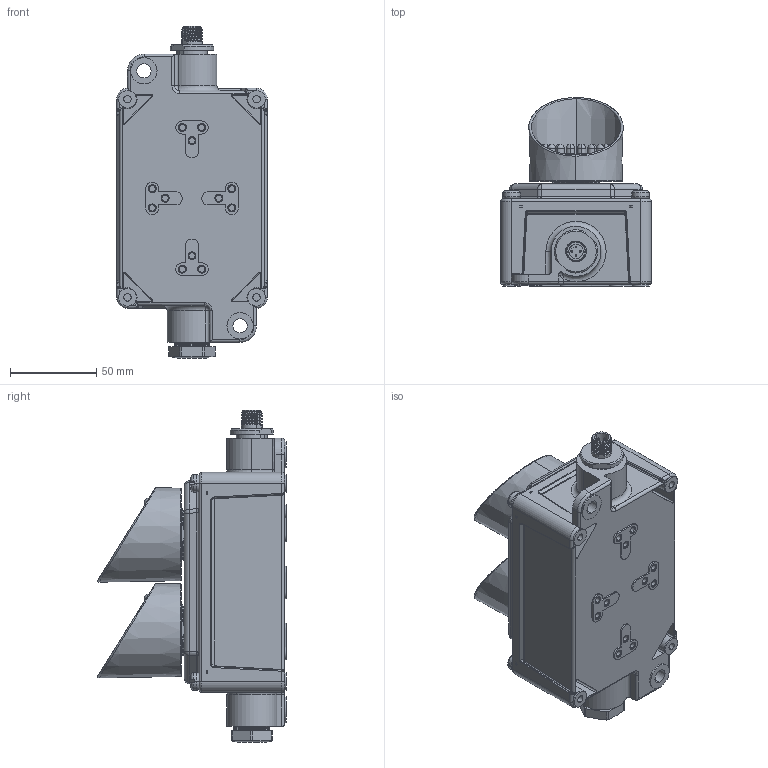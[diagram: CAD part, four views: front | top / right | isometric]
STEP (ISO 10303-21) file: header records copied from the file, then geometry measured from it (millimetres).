
FILE_DESCRIPTION((''),'2;1');
FILE_NAME('148790_SW','2010-04-26T',('banengservice'),('BANNER ENGINEERING'),'PRO/ENGINEER BY PARAMETRIC TECHNOLOGY CORPORATION, 2009141','PRO/ENGINEER BY PARAMETRIC TECHNOLOGY CORPORATION, 2009141','');
FILE_SCHEMA(('CONFIG_CONTROL_DESIGN'));
Products named in the file (1): 148790_SW
Bounding box: 87.63 x 109.55 x 192.82 mm (x, y, z)
Volume: 225012 mm3; surface area: 174619.9 mm2
Topology: 7 solids, 7 shells, 2181 faces, 5532 edges, 3415 vertices
Faces by surface type: cylinder 905, plane 567, bspline 325, torus 156, sphere 120, cone 108
Entity records: 105687 total; most frequent: CARTESIAN_POINT 54668, ORIENTED_EDGE 10920, DIRECTION 10386, EDGE_CURVE 5460, AXIS2_PLACEMENT_3D 4094, VERTEX_POINT 3415, EDGE_LOOP 2417, CIRCLE 2238
